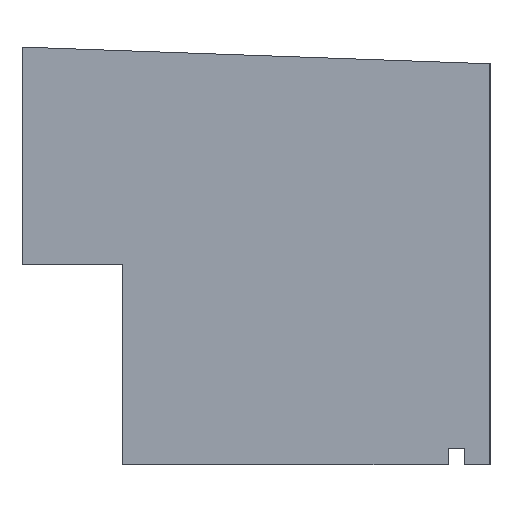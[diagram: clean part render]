
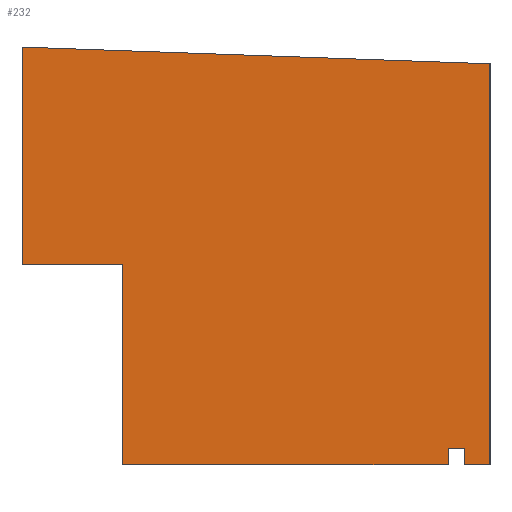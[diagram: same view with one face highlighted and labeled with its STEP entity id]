
A CAD part, left-side view. The second image highlights one B-rep face of the part: STEP entity #232.
In plain terms, the highlighted planar face has unit normal (-1, 0, 0).
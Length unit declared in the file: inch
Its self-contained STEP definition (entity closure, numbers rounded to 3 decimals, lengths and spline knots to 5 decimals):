
#26=FACE_OUTER_BOUND('',#38,.T.);
#38=EDGE_LOOP('',(#199,#200,#201,#202,#203,#204,#205,#206,#207,#208));
#49=LINE('',#340,#79);
#52=LINE('',#345,#82);
#54=LINE('',#349,#84);
#56=LINE('',#353,#86);
#58=LINE('',#357,#88);
#60=LINE('',#361,#90);
#62=LINE('',#365,#92);
#64=LINE('',#369,#94);
#66=LINE('',#373,#96);
#68=LINE('',#376,#98);
#79=VECTOR('',#275,0.3937);
#82=VECTOR('',#280,0.3937);
#84=VECTOR('',#284,0.3937);
#86=VECTOR('',#288,0.3937);
#88=VECTOR('',#292,0.3937);
#90=VECTOR('',#296,0.3937);
#92=VECTOR('',#300,0.3937);
#94=VECTOR('',#304,0.3937);
#96=VECTOR('',#308,0.3937);
#98=VECTOR('',#312,0.3937);
#109=VERTEX_POINT('',#338);
#110=VERTEX_POINT('',#339);
#111=VERTEX_POINT('',#344);
#112=VERTEX_POINT('',#348);
#113=VERTEX_POINT('',#352);
#114=VERTEX_POINT('',#356);
#115=VERTEX_POINT('',#360);
#116=VERTEX_POINT('',#364);
#117=VERTEX_POINT('',#368);
#118=VERTEX_POINT('',#372);
#129=EDGE_CURVE('',#109,#110,#49,.T.);
#132=EDGE_CURVE('',#111,#109,#52,.T.);
#134=EDGE_CURVE('',#110,#112,#54,.T.);
#136=EDGE_CURVE('',#113,#111,#56,.T.);
#138=EDGE_CURVE('',#112,#114,#58,.T.);
#140=EDGE_CURVE('',#115,#113,#60,.T.);
#142=EDGE_CURVE('',#114,#116,#62,.T.);
#144=EDGE_CURVE('',#117,#115,#64,.T.);
#146=EDGE_CURVE('',#118,#117,#66,.T.);
#148=EDGE_CURVE('',#116,#118,#68,.T.);
#199=ORIENTED_EDGE('',*,*,#146,.F.);
#200=ORIENTED_EDGE('',*,*,#148,.F.);
#201=ORIENTED_EDGE('',*,*,#142,.F.);
#202=ORIENTED_EDGE('',*,*,#138,.F.);
#203=ORIENTED_EDGE('',*,*,#134,.F.);
#204=ORIENTED_EDGE('',*,*,#129,.F.);
#205=ORIENTED_EDGE('',*,*,#132,.F.);
#206=ORIENTED_EDGE('',*,*,#136,.F.);
#207=ORIENTED_EDGE('',*,*,#140,.F.);
#208=ORIENTED_EDGE('',*,*,#144,.F.);
#220=PLANE('',#258);
#232=ADVANCED_FACE('',(#26),#220,.F.);
#258=AXIS2_PLACEMENT_3D('',#377,#313,#314);
#275=DIRECTION('',(0.,1.,0.));
#280=DIRECTION('',(0.,0.,-1.));
#284=DIRECTION('',(0.,0.,1.));
#288=DIRECTION('',(0.,1.,0.));
#292=DIRECTION('',(0.,1.,0.));
#296=DIRECTION('',(0.,0.,1.));
#300=DIRECTION('',(0.,0.,1.));
#304=DIRECTION('',(0.,1.,0.));
#308=DIRECTION('',(0.,0.,-1.));
#312=DIRECTION('',(0.,-0.999,-0.036));
#313=DIRECTION('center_axis',(1.,0.,0.));
#314=DIRECTION('ref_axis',(0.,0.,1.));
#338=CARTESIAN_POINT('',(270.43027,-40.5,-6.25));
#339=CARTESIAN_POINT('',(270.43027,-35.625,-6.25));
#340=CARTESIAN_POINT('',(270.43027,-17.49999,-6.25));
#344=CARTESIAN_POINT('',(270.43027,-40.5,-6.));
#345=CARTESIAN_POINT('',(270.43027,-40.5,-6.125));
#348=CARTESIAN_POINT('',(270.43027,-35.625,-3.25));
#349=CARTESIAN_POINT('',(270.43027,-35.625,-6.25));
#352=CARTESIAN_POINT('',(270.43027,-40.75,-6.));
#353=CARTESIAN_POINT('',(270.43027,-31.12499,-6.));
#356=CARTESIAN_POINT('',(270.43027,-34.125,-3.25));
#357=CARTESIAN_POINT('',(270.43027,-14.49999,-3.25));
#360=CARTESIAN_POINT('',(270.43027,-40.75,-6.25));
#361=CARTESIAN_POINT('',(270.43027,-40.75,-6.25));
#364=CARTESIAN_POINT('',(270.43027,-34.125,0.));
#365=CARTESIAN_POINT('',(270.43027,-34.125,-4.75));
#368=CARTESIAN_POINT('',(270.43027,-41.125,-6.25));
#369=CARTESIAN_POINT('',(270.43027,-17.49999,-6.25));
#372=CARTESIAN_POINT('',(270.43027,-41.125,-0.25));
#373=CARTESIAN_POINT('',(270.43027,-41.125,-3.25));
#376=CARTESIAN_POINT('',(270.43027,-27.932,0.22118));
#377=CARTESIAN_POINT('Origin',(270.43027,-21.49999,-6.25));
